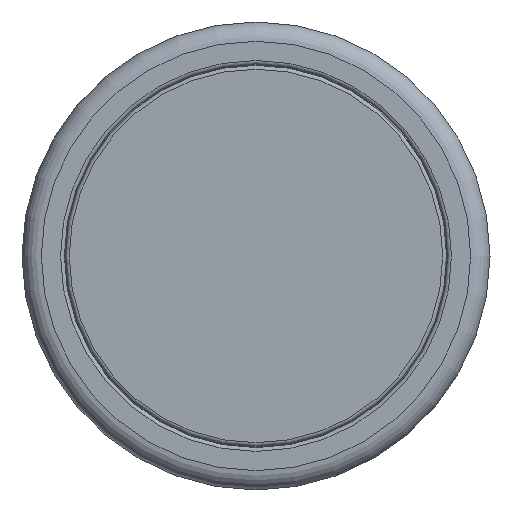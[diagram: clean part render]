
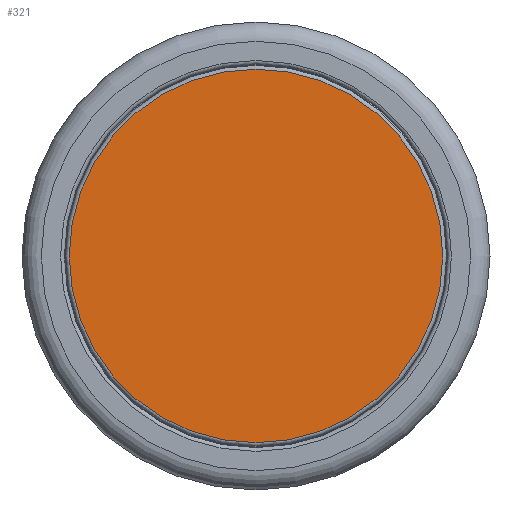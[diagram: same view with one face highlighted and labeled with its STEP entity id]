
A CAD part, top view. The second image highlights one B-rep face of the part: STEP entity #321.
In plain terms, the highlighted planar face has unit normal (0, 0, 1).
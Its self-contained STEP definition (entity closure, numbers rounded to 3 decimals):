
#321 = ADVANCED_FACE( '', ( #795 ), #796, .F. );
#795 = FACE_OUTER_BOUND( '', #1618, .T. );
#796 = PLANE( '', #1619 );
#1618 = EDGE_LOOP( '', ( #3916 ) );
#1619 = AXIS2_PLACEMENT_3D( '', #3917, #3918, #3919 );
#3916 = ORIENTED_EDGE( '', *, *, #5200, .T. );
#3917 = CARTESIAN_POINT( '', ( 0., -9.85, 94.69 ) );
#3918 = DIRECTION( '', ( 0., 0., -1. ) );
#3919 = DIRECTION( '', ( 0., -1., 0. ) );
#5200 = EDGE_CURVE( '', #5879, #5879, #5880, .F. );
#5879 = VERTEX_POINT( '', #7000 );
#5880 = CIRCLE( '', #7001, 9.65 );
#7000 = CARTESIAN_POINT( '', ( 0., -9.65, 94.69 ) );
#7001 = AXIS2_PLACEMENT_3D( '', #9178, #9179, #9180 );
#9178 = CARTESIAN_POINT( '', ( 0., 0., 94.69 ) );
#9179 = DIRECTION( '', ( 0., 0., -1. ) );
#9180 = DIRECTION( '', ( 0., -1., 0. ) );
